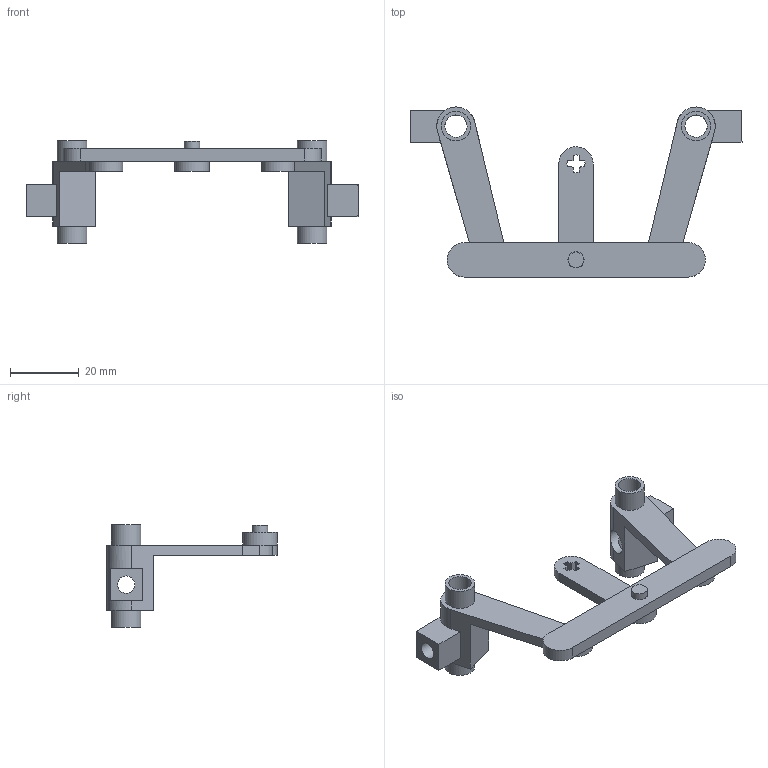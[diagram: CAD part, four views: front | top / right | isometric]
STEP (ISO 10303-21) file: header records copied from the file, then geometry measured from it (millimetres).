
FILE_DESCRIPTION(/* description */ (''),/* implementation_level */ '2;1');
FILE_NAME(/* name */ 'Steering Module.step',/* time_stamp */ '2025-08-28T15:57:54+07:00',/* author */ (''),/* organization */ (''),/* preprocessor_version */ 'ST-DEVELOPER v20.1',/* originating_system */ 'Autodesk Translation Framework v14.10.0.0',/* authorisation */ '');
FILE_SCHEMA (('AUTOMOTIVE_DESIGN { 1 0 10303 214 3 1 1 }'));
Length unit declared in the file: millimetre
Products named in the file (2): Steering; FE001
Assembly tree (1 placements, depth 2):
  Steering
    FE001
Bounding box: 96.8 x 49.6 x 30 mm (x, y, z)
Volume: 3917 mm3; surface area: 9880.8 mm2
Topology: 2 solids, 4 shells, 104 faces, 274 edges, 184 vertices
Faces by surface type: plane 72, cylinder 32
Full cylindrical faces by diameter (mm): 4.6 x1, 4.7 x1, 4.9 x2, 5 x2, 5.05 x2, 6.5 x4, 7 x2, 8.6 x4
Entity records: 3543 total; most frequent: CARTESIAN_POINT 796, DIRECTION 552, ORIENTED_EDGE 550, EDGE_CURVE 275, LINE 192, VECTOR 192, VERTEX_POINT 186, AXIS2_PLACEMENT_3D 180
